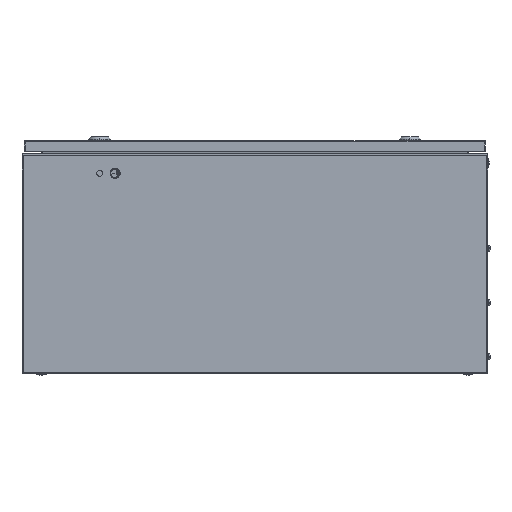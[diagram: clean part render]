
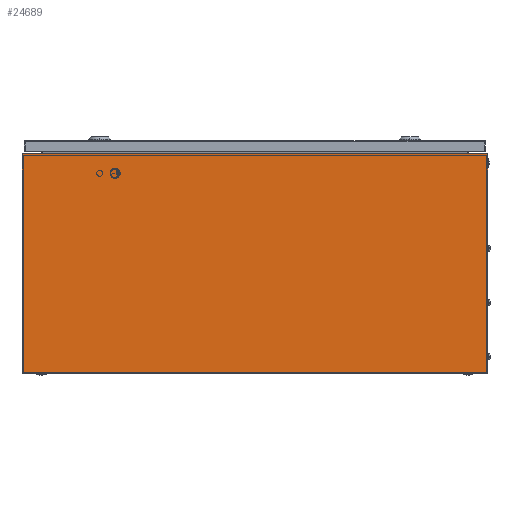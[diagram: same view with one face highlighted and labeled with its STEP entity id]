
A CAD part, left-side view. The second image highlights one B-rep face of the part: STEP entity #24689.
In plain terms, the highlighted planar face has unit normal (-1, 0, 0).
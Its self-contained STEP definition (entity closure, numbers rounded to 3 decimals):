
#485 = EDGE_LOOP ( 'NONE', ( #5658, #70648, #48283, #21621 ) ) ;
#5658 = ORIENTED_EDGE ( 'NONE', *, *, #34378, .T. ) ;
#5661 = EDGE_CURVE ( 'NONE', #73534, #8577, #23239, .T. ) ;
#7950 = EDGE_CURVE ( 'NONE', #52023, #73534, #56975, .T. ) ;
#8577 = VERTEX_POINT ( 'NONE', #54548 ) ;
#8968 = PLANE ( 'NONE',  #32902 ) ;
#9719 = DIRECTION ( 'NONE',  ( 0., 0., -1. ) ) ;
#10091 = CARTESIAN_POINT ( 'NONE',  ( 0., 600., 283. ) ) ;
#11220 = VECTOR ( 'NONE', #40118, 1000. ) ;
#13325 = CARTESIAN_POINT ( 'NONE',  ( 0., 0., 283. ) ) ;
#14663 = DIRECTION ( 'NONE',  ( 0., -1., 0. ) ) ;
#18333 = CARTESIAN_POINT ( 'NONE',  ( 0., 600., 283. ) ) ;
#18693 = EDGE_CURVE ( 'NONE', #52023, #44532, #42945, .T. ) ;
#21621 = ORIENTED_EDGE ( 'NONE', *, *, #18693, .T. ) ;
#23239 = LINE ( 'NONE', #34820, #53985 ) ;
#24689 = ADVANCED_FACE ( 'NONE', ( #32123 ), #8968, .F. ) ;
#26139 = DIRECTION ( 'NONE',  ( 0., 0., -1. ) ) ;
#32123 = FACE_OUTER_BOUND ( 'NONE', #485, .T. ) ;
#32902 = AXIS2_PLACEMENT_3D ( 'NONE', #44753, #72869, #26139 ) ;
#34378 = EDGE_CURVE ( 'NONE', #44532, #8577, #67387, .T. ) ;
#34785 = CARTESIAN_POINT ( 'NONE',  ( 0., 600., 0. ) ) ;
#34820 = CARTESIAN_POINT ( 'NONE',  ( 0., 0., 283. ) ) ;
#40118 = DIRECTION ( 'NONE',  ( 0., -1., 0. ) ) ;
#42945 = LINE ( 'NONE', #10091, #45223 ) ;
#44532 = VERTEX_POINT ( 'NONE', #34785 ) ;
#44753 = CARTESIAN_POINT ( 'NONE',  ( 0., 0., 283. ) ) ;
#45223 = VECTOR ( 'NONE', #9719, 1000. ) ;
#48283 = ORIENTED_EDGE ( 'NONE', *, *, #7950, .F. ) ;
#49389 = CARTESIAN_POINT ( 'NONE',  ( 0., 0., 0. ) ) ;
#51726 = CARTESIAN_POINT ( 'NONE',  ( 0., 0., 283. ) ) ;
#52023 = VERTEX_POINT ( 'NONE', #18333 ) ;
#53985 = VECTOR ( 'NONE', #57654, 1000. ) ;
#54548 = CARTESIAN_POINT ( 'NONE',  ( 0., 0., 0. ) ) ;
#56975 = LINE ( 'NONE', #51726, #11220 ) ;
#57654 = DIRECTION ( 'NONE',  ( 0., 0., -1. ) ) ;
#67387 = LINE ( 'NONE', #49389, #70061 ) ;
#70061 = VECTOR ( 'NONE', #14663, 1000. ) ;
#70648 = ORIENTED_EDGE ( 'NONE', *, *, #5661, .F. ) ;
#72869 = DIRECTION ( 'NONE',  ( 1., 0., 0. ) ) ;
#73534 = VERTEX_POINT ( 'NONE', #13325 ) ;
